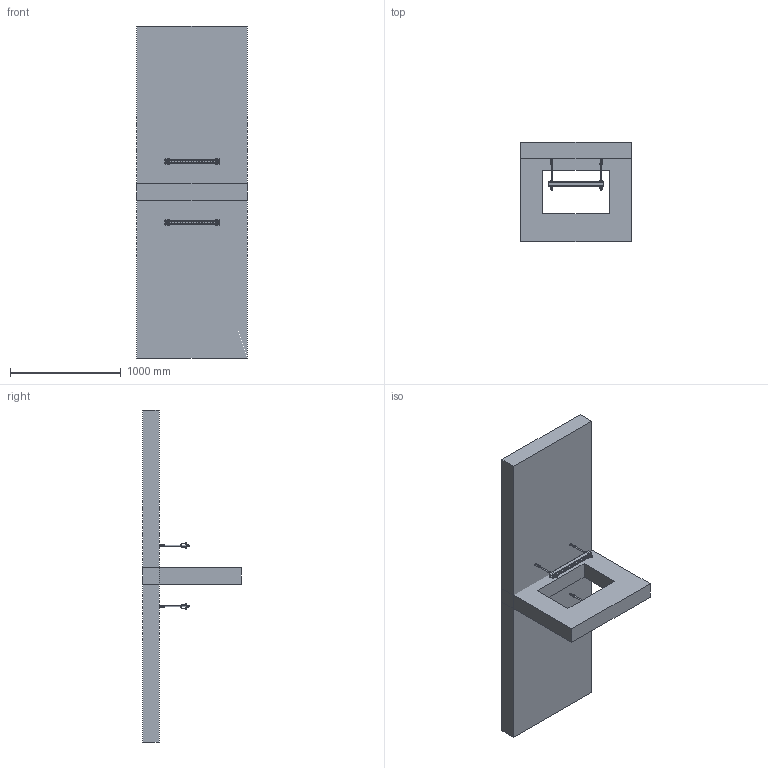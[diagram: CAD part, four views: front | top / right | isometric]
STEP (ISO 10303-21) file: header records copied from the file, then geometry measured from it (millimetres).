
FILE_DESCRIPTION (( 'STEP AP214' ), '1' );
FILE_NAME ('7202446.stp', '2021-03-24T14:11:54', ( '' ), ( '' ), 'SwSTEP 2.0', 'SolidWorks 2020', '' );
FILE_SCHEMA (( 'AUTOMOTIVE_DESIGN' ));
Length unit declared in the file: millimetre
Products named in the file (11): 167053-02_Einlagig; 041207_Verbindungsmuffe M12; 167053-01_Standard; 7202446; 058771-2_500 mm; 009583_Washer ISO 7090 - 12; 162852_Standard; 047721_Hexagon Nut ISO 4032 - M12 - D - N; 067667-1_Decke; 009861_Gewindebolzen DIN 976-B-M10x0250
Assembly tree (38 placements, depth 3):
  7202446
    067667-1_Decke
    167053-02_Einlagig
      058771-2_500 mm
      009861_Gewindebolzen DIN 976-B-M10x0250  x2
      047721_Hexagon Nut ISO 4032 - M12 - D - N  x8
      009583_Washer ISO 7090 - 12  x2
      041207_Verbindungsmuffe M12  x2
      167053-01_Standard  x2
    167053-02_Einlagig
      058771-2_500 mm
      009861_Gewindebolzen DIN 976-B-M10x0250  x2
      047721_Hexagon Nut ISO 4032 - M12 - D - N  x8
      009583_Washer ISO 7090 - 12  x2
      041207_Verbindungsmuffe M12  x2
      167053-01_Standard  x2
    162852_Standard
Bounding box: 1000 x 894.3 x 3000 mm (x, y, z)
Volume: 549153138 mm3; surface area: 9744157.1 mm2
Topology: 36 solids, 36 shells, 1220 faces, 2904 edges, 1820 vertices
Faces by surface type: plane 632, cone 292, cylinder 208, bspline 88
Full cylindrical faces by diameter (mm): 2.2 x8, 10 x4, 10.2 x20, 11.5 x4, 12 x16, 13 x4, 24 x4
Entity records: 10518 total; most frequent: CARTESIAN_POINT 2669, ORIENTED_EDGE 1348, DIRECTION 1330, EDGE_CURVE 674, AXIS2_PLACEMENT_3D 449, VERTEX_POINT 444, LINE 432, VECTOR 432
